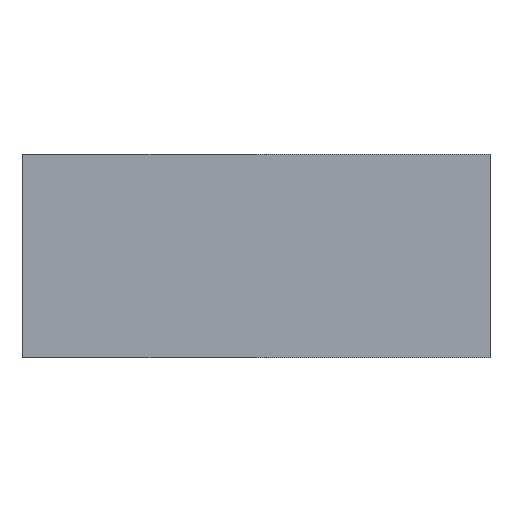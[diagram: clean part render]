
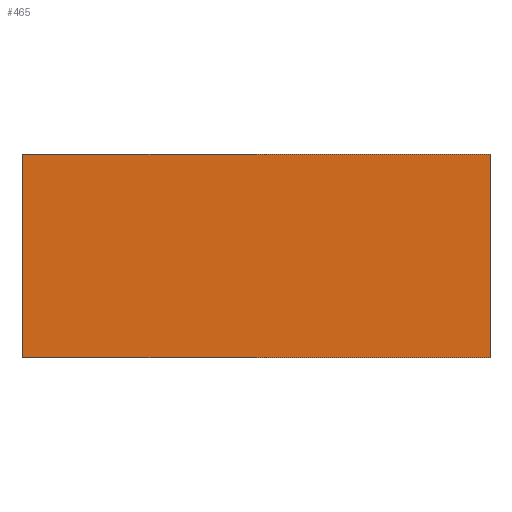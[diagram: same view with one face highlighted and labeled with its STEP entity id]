
A CAD part, front view. The second image highlights one B-rep face of the part: STEP entity #465.
In plain terms, the highlighted planar face has unit normal (0, -1, 0).
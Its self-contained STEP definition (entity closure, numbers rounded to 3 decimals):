
#44 = PLANE('',#45);
#45 = AXIS2_PLACEMENT_3D('',#46,#47,#48);
#46 = CARTESIAN_POINT('',(-0.987,-1.513,10.));
#47 = DIRECTION('',(0.,0.,1.));
#48 = DIRECTION('',(1.,0.,-0.));
#72 = PLANE('',#73);
#73 = AXIS2_PLACEMENT_3D('',#74,#75,#76);
#74 = CARTESIAN_POINT('',(-14.,-23.,5.));
#75 = DIRECTION('',(1.,0.,0.));
#76 = DIRECTION('',(0.,0.,1.));
#100 = PLANE('',#101);
#101 = AXIS2_PLACEMENT_3D('',#102,#103,#104);
#102 = CARTESIAN_POINT('',(-0.987,-1.513,0.));
#103 = DIRECTION('',(-0.,-0.,-1.));
#104 = DIRECTION('',(-1.,0.,0.));
#142 = VERTEX_POINT('',#143);
#143 = CARTESIAN_POINT('',(-14.,-26.5,10.));
#166 = VERTEX_POINT('',#167);
#167 = CARTESIAN_POINT('',(-14.,-26.5,0.));
#188 = EDGE_CURVE('',#166,#142,#189,.T.);
#189 = SURFACE_CURVE('',#190,(#194,#201),.PCURVE_S1.);
#190 = LINE('',#191,#192);
#191 = CARTESIAN_POINT('',(-14.,-26.5,0.));
#192 = VECTOR('',#193,1.);
#193 = DIRECTION('',(0.,0.,1.));
#194 = PCURVE('',#72,#195);
#195 = DEFINITIONAL_REPRESENTATION('',(#196),#200);
#196 = LINE('',#197,#198);
#197 = CARTESIAN_POINT('',(-5.,3.5));
#198 = VECTOR('',#199,1.);
#199 = DIRECTION('',(1.,0.));
#200 = ( GEOMETRIC_REPRESENTATION_CONTEXT(2) 
PARAMETRIC_REPRESENTATION_CONTEXT() REPRESENTATION_CONTEXT('2D SPACE',''
  ) );
#201 = PCURVE('',#202,#207);
#202 = PLANE('',#203);
#203 = AXIS2_PLACEMENT_3D('',#204,#205,#206);
#204 = CARTESIAN_POINT('',(-2.5,-26.5,5.));
#205 = DIRECTION('',(-0.,-1.,-0.));
#206 = DIRECTION('',(0.,0.,-1.));
#207 = DEFINITIONAL_REPRESENTATION('',(#208),#212);
#208 = LINE('',#209,#210);
#209 = CARTESIAN_POINT('',(5.,-11.5));
#210 = VECTOR('',#211,1.);
#211 = DIRECTION('',(-1.,0.));
#212 = ( GEOMETRIC_REPRESENTATION_CONTEXT(2) 
PARAMETRIC_REPRESENTATION_CONTEXT() REPRESENTATION_CONTEXT('2D SPACE',''
  ) );
#333 = PLANE('',#334);
#334 = AXIS2_PLACEMENT_3D('',#335,#336,#337);
#335 = CARTESIAN_POINT('',(9.,26.5,0.));
#336 = DIRECTION('',(1.,0.,0.));
#337 = DIRECTION('',(0.,-1.,0.));
#371 = VERTEX_POINT('',#372);
#372 = CARTESIAN_POINT('',(9.,-26.5,10.));
#393 = EDGE_CURVE('',#394,#371,#396,.T.);
#394 = VERTEX_POINT('',#395);
#395 = CARTESIAN_POINT('',(9.,-26.5,0.));
#396 = SURFACE_CURVE('',#397,(#401,#408),.PCURVE_S1.);
#397 = LINE('',#398,#399);
#398 = CARTESIAN_POINT('',(9.,-26.5,0.));
#399 = VECTOR('',#400,1.);
#400 = DIRECTION('',(0.,0.,1.));
#401 = PCURVE('',#333,#402);
#402 = DEFINITIONAL_REPRESENTATION('',(#403),#407);
#403 = LINE('',#404,#405);
#404 = CARTESIAN_POINT('',(53.,0.));
#405 = VECTOR('',#406,1.);
#406 = DIRECTION('',(0.,-1.));
#407 = ( GEOMETRIC_REPRESENTATION_CONTEXT(2) 
PARAMETRIC_REPRESENTATION_CONTEXT() REPRESENTATION_CONTEXT('2D SPACE',''
  ) );
#408 = PCURVE('',#202,#409);
#409 = DEFINITIONAL_REPRESENTATION('',(#410),#414);
#410 = LINE('',#411,#412);
#411 = CARTESIAN_POINT('',(5.,11.5));
#412 = VECTOR('',#413,1.);
#413 = DIRECTION('',(-1.,0.));
#414 = ( GEOMETRIC_REPRESENTATION_CONTEXT(2) 
PARAMETRIC_REPRESENTATION_CONTEXT() REPRESENTATION_CONTEXT('2D SPACE',''
  ) );
#440 = EDGE_CURVE('',#371,#142,#441,.T.);
#441 = SURFACE_CURVE('',#442,(#446,#453),.PCURVE_S1.);
#442 = LINE('',#443,#444);
#443 = CARTESIAN_POINT('',(-9.,-26.5,10.));
#444 = VECTOR('',#445,1.);
#445 = DIRECTION('',(-1.,0.,0.));
#446 = PCURVE('',#44,#447);
#447 = DEFINITIONAL_REPRESENTATION('',(#448),#452);
#448 = LINE('',#449,#450);
#449 = CARTESIAN_POINT('',(-8.013,-24.987));
#450 = VECTOR('',#451,1.);
#451 = DIRECTION('',(-1.,0.));
#452 = ( GEOMETRIC_REPRESENTATION_CONTEXT(2) 
PARAMETRIC_REPRESENTATION_CONTEXT() REPRESENTATION_CONTEXT('2D SPACE',''
  ) );
#453 = PCURVE('',#202,#454);
#454 = DEFINITIONAL_REPRESENTATION('',(#455),#459);
#455 = LINE('',#456,#457);
#456 = CARTESIAN_POINT('',(-5.,-6.5));
#457 = VECTOR('',#458,1.);
#458 = DIRECTION('',(0.,-1.));
#459 = ( GEOMETRIC_REPRESENTATION_CONTEXT(2) 
PARAMETRIC_REPRESENTATION_CONTEXT() REPRESENTATION_CONTEXT('2D SPACE',''
  ) );
#465 = ADVANCED_FACE('',(#466),#202,.T.);
#466 = FACE_BOUND('',#467,.T.);
#467 = EDGE_LOOP('',(#468,#489,#490,#491));
#468 = ORIENTED_EDGE('',*,*,#469,.F.);
#469 = EDGE_CURVE('',#394,#166,#470,.T.);
#470 = SURFACE_CURVE('',#471,(#475,#482),.PCURVE_S1.);
#471 = LINE('',#472,#473);
#472 = CARTESIAN_POINT('',(-9.,-26.5,0.));
#473 = VECTOR('',#474,1.);
#474 = DIRECTION('',(-1.,0.,0.));
#475 = PCURVE('',#202,#476);
#476 = DEFINITIONAL_REPRESENTATION('',(#477),#481);
#477 = LINE('',#478,#479);
#478 = CARTESIAN_POINT('',(5.,-6.5));
#479 = VECTOR('',#480,1.);
#480 = DIRECTION('',(0.,-1.));
#481 = ( GEOMETRIC_REPRESENTATION_CONTEXT(2) 
PARAMETRIC_REPRESENTATION_CONTEXT() REPRESENTATION_CONTEXT('2D SPACE',''
  ) );
#482 = PCURVE('',#100,#483);
#483 = DEFINITIONAL_REPRESENTATION('',(#484),#488);
#484 = LINE('',#485,#486);
#485 = CARTESIAN_POINT('',(8.013,-24.987));
#486 = VECTOR('',#487,1.);
#487 = DIRECTION('',(1.,0.));
#488 = ( GEOMETRIC_REPRESENTATION_CONTEXT(2) 
PARAMETRIC_REPRESENTATION_CONTEXT() REPRESENTATION_CONTEXT('2D SPACE',''
  ) );
#489 = ORIENTED_EDGE('',*,*,#393,.T.);
#490 = ORIENTED_EDGE('',*,*,#440,.T.);
#491 = ORIENTED_EDGE('',*,*,#188,.F.);
